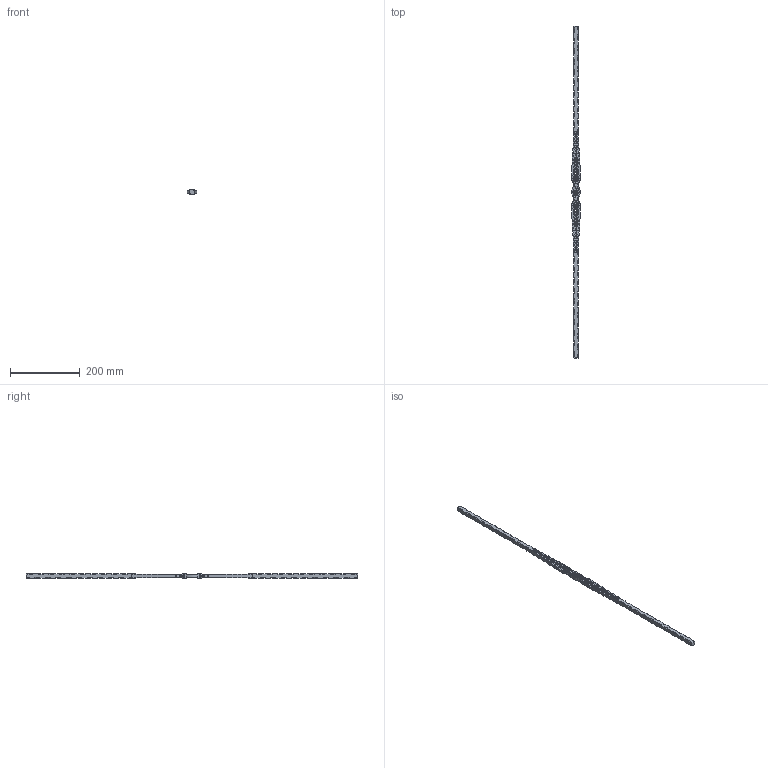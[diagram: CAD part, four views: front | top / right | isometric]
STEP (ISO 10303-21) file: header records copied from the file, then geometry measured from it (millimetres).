
FILE_DESCRIPTION (( 'STEP AP203' ), '1' );
FILE_NAME ('578-1.STEP', '2023-05-02T06:29:27', ( '' ), ( '' ), 'SwSTEP 2.0', 'SolidWorks 2018', '' );
FILE_SCHEMA (( 'CONFIG_CONTROL_DESIGN' ));
Length unit declared in the file: millimetre
Products named in the file (1): 578-1
Bounding box: 26.98 x 950 x 13 mm (x, y, z)
Volume: 137843.5 mm3; surface area: 50899.3 mm2
Topology: 1 solids, 1 shells, 884 faces, 2717 edges, 1698 vertices
Faces by surface type: plane 359, cylinder 330, bspline 111, torus 84
Entity records: 34114 total; most frequent: CARTESIAN_POINT 12131, ORIENTED_EDGE 5114, DIRECTION 4017, EDGE_CURVE 2557, VERTEX_POINT 1698, AXIS2_PLACEMENT_3D 1452, VECTOR 1113, LINE 1113
